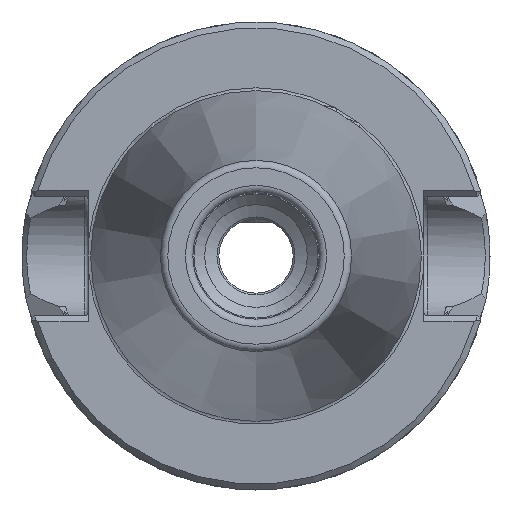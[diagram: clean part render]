
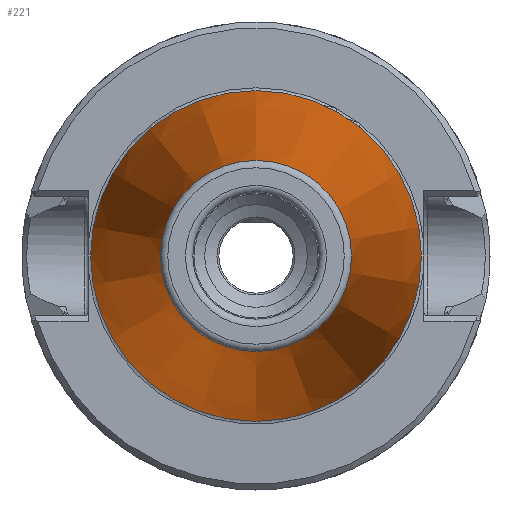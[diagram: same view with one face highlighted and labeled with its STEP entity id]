
A CAD part, left-side view. The second image highlights one B-rep face of the part: STEP entity #221.
In plain terms, the highlighted conical face has half-angle 8.297 degrees and reference radius 12.871 mm.
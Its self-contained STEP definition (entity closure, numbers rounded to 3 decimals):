
#221 = ADVANCED_FACE( '', ( #510, #511 ), #512, .T. );
#510 = FACE_OUTER_BOUND( '', #869, .T. );
#511 = FACE_BOUND( '', #870, .T. );
#512 = CONICAL_SURFACE( '', #871, 12.871, 0.145 );
#869 = EDGE_LOOP( '', ( #1472 ) );
#870 = EDGE_LOOP( '', ( #1473 ) );
#871 = AXIS2_PLACEMENT_3D( '', #1474, #1475, #1476 );
#1472 = ORIENTED_EDGE( '', *, *, #2149, .T. );
#1473 = ORIENTED_EDGE( '', *, *, #2078, .F. );
#1474 = CARTESIAN_POINT( '', ( -64.544, 0., 0. ) );
#1475 = DIRECTION( '', ( 1., 0., 0. ) );
#1476 = DIRECTION( '', ( 0., 0., -1. ) );
#2078 = EDGE_CURVE( '', #2500, #2500, #2501, .T. );
#2149 = EDGE_CURVE( '', #2600, #2600, #2601, .T. );
#2500 = VERTEX_POINT( '', #3275 );
#2501 = CIRCLE( '', #3276, 12.871 );
#2600 = VERTEX_POINT( '', #3480 );
#2601 = CIRCLE( '', #3481, 22.268 );
#3275 = CARTESIAN_POINT( '', ( -64.544, 0., 12.871 ) );
#3276 = AXIS2_PLACEMENT_3D( '', #3944, #3945, #3946 );
#3480 = CARTESIAN_POINT( '', ( -0.106, 0., 22.268 ) );
#3481 = AXIS2_PLACEMENT_3D( '', #4040, #4041, #4042 );
#3944 = CARTESIAN_POINT( '', ( -64.544, 0., 0. ) );
#3945 = DIRECTION( '', ( -1., 0., 0. ) );
#3946 = DIRECTION( '', ( 0., 0., 1. ) );
#4040 = CARTESIAN_POINT( '', ( -0.106, 0., 0. ) );
#4041 = DIRECTION( '', ( -1., 0., 0. ) );
#4042 = DIRECTION( '', ( 0., 0., 1. ) );
